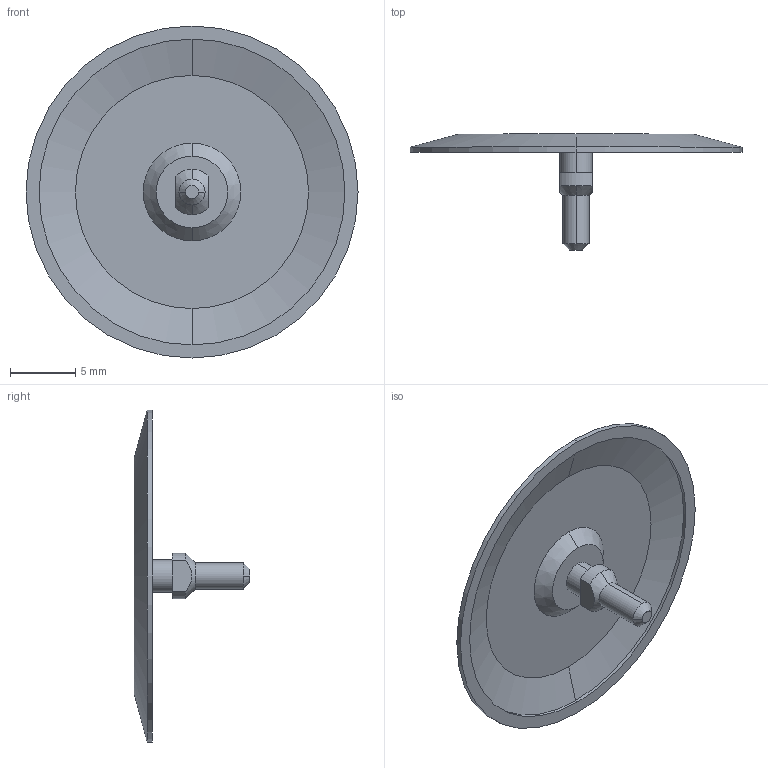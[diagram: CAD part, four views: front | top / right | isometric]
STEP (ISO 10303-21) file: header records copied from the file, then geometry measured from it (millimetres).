
FILE_DESCRIPTION (( 'STEP AP203' ), '1' );
FILE_NAME ('PRT0006_220520.STEP', '2020-06-01T16:33:26', ( 'vietb' ), ( '' ), 'SwSTEP 2.0', 'SolidWorks 2020', '' );
FILE_SCHEMA (( 'CONFIG_CONTROL_DESIGN' ));
Length unit declared in the file: millimetre
Products named in the file (1): PRT0006_220520
Bounding box: 25.5 x 8.9 x 25.5 mm (x, y, z)
Volume: 282.5 mm3; surface area: 1152 mm2
Topology: 1 solids, 1 shells, 30 faces, 66 edges, 41 vertices
Faces by surface type: cylinder 11, cone 10, plane 9
Entity records: 934 total; most frequent: CARTESIAN_POINT 164, DIRECTION 163, ORIENTED_EDGE 132, AXIS2_PLACEMENT_3D 68, EDGE_CURVE 66, VERTEX_POINT 41, CIRCLE 37, EDGE_LOOP 33
